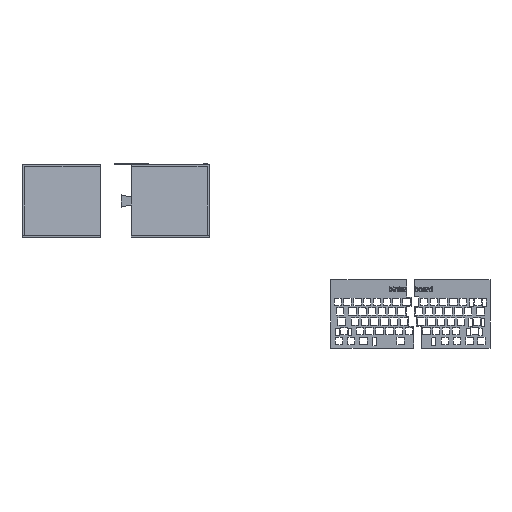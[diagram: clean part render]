
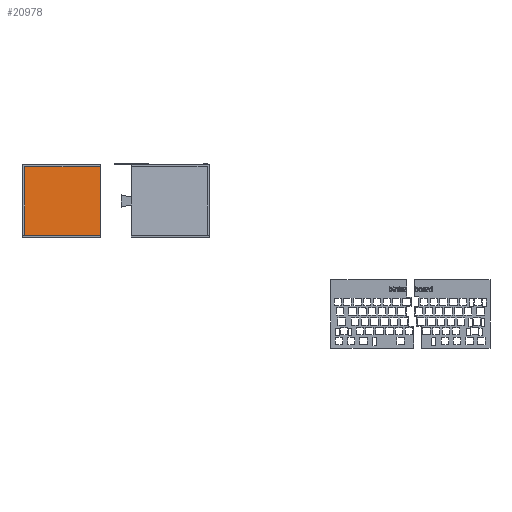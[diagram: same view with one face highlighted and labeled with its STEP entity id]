
A CAD part, top view. The second image highlights one B-rep face of the part: STEP entity #20978.
In plain terms, the highlighted planar face has unit normal (0, 0.084, 0.997).
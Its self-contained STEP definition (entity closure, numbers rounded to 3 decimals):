
#1984=FACE_OUTER_BOUND('',#3118,.T.);
#3118=EDGE_LOOP('',(#14015,#14016,#14017,#14018));
#4446=LINE('',#28597,#6511);
#4464=LINE('',#28635,#6529);
#4465=LINE('',#28637,#6530);
#4466=LINE('',#28638,#6531);
#6511=VECTOR('',#23614,10.);
#6529=VECTOR('',#23646,10.);
#6530=VECTOR('',#23647,10.);
#6531=VECTOR('',#23648,10.);
#8571=VERTEX_POINT('',#28594);
#8572=VERTEX_POINT('',#28596);
#8585=VERTEX_POINT('',#28634);
#8586=VERTEX_POINT('',#28636);
#10731=EDGE_CURVE('',#8571,#8572,#4446,.T.);
#10750=EDGE_CURVE('',#8585,#8571,#4464,.T.);
#10751=EDGE_CURVE('',#8585,#8586,#4465,.T.);
#10752=EDGE_CURVE('',#8572,#8586,#4466,.T.);
#14015=ORIENTED_EDGE('',*,*,#10750,.F.);
#14016=ORIENTED_EDGE('',*,*,#10751,.T.);
#14017=ORIENTED_EDGE('',*,*,#10752,.F.);
#14018=ORIENTED_EDGE('',*,*,#10731,.F.);
#20436=PLANE('',#22133);
#20978=ADVANCED_FACE('',(#1984),#20436,.T.);
#22133=AXIS2_PLACEMENT_3D('',#28633,#23644,#23645);
#23614=DIRECTION('',(0.,-0.996,0.084));
#23644=DIRECTION('center_axis',(0.,0.084,0.996));
#23645=DIRECTION('ref_axis',(1.,0.,0.));
#23646=DIRECTION('',(1.,0.,0.));
#23647=DIRECTION('',(0.,-0.996,0.084));
#23648=DIRECTION('',(-1.,0.,0.));
#28594=CARTESIAN_POINT('',(-378.049,114.45,4.507));
#28596=CARTESIAN_POINT('',(-378.049,-18.753,15.757));
#28597=CARTESIAN_POINT('',(-378.049,-18.585,15.743));
#28633=CARTESIAN_POINT('Origin',(-231.049,-18.585,15.743));
#28634=CARTESIAN_POINT('',(-525.249,114.45,4.507));
#28635=CARTESIAN_POINT('',(-228.549,114.45,4.507));
#28636=CARTESIAN_POINT('',(-525.249,-18.753,15.757));
#28637=CARTESIAN_POINT('',(-525.249,-18.585,15.743));
#28638=CARTESIAN_POINT('',(-454.15,-18.753,15.757));
